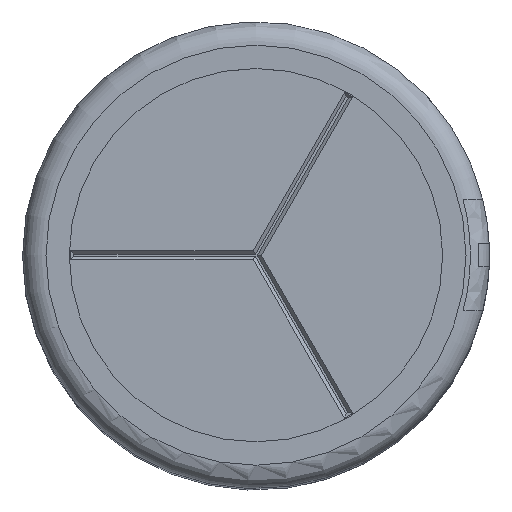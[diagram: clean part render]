
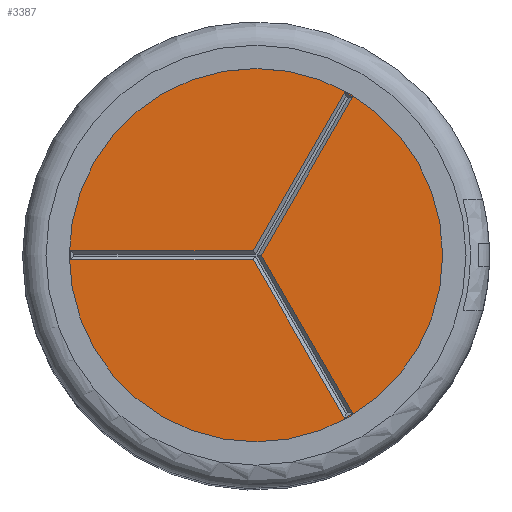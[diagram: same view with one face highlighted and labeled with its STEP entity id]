
A CAD part, top view. The second image highlights one B-rep face of the part: STEP entity #3387.
In plain terms, the highlighted planar face has unit normal (0, 0, 1).
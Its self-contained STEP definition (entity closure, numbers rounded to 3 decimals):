
#3285=CARTESIAN_POINT('',(8.0,0.0,40.3));
#3286=VERTEX_POINT('',#3285);
#3287=CARTESIAN_POINT('',(0.0,0.0,40.3));
#3288=DIRECTION('',(0.0,0.0,1.0));
#3289=DIRECTION('',(1.0,0.0,-0.0));
#3290=AXIS2_PLACEMENT_3D('',#3287,#3288,#3289);
#3291=CIRCLE('',#3290,8.0);
#3292=EDGE_CURVE('n� 3585',#3286,#3286,#3291,.T.);
#3305=CARTESIAN_POINT('',(3.803,6.986,40.3));
#3306=VERTEX_POINT('',#3305);
#3307=CARTESIAN_POINT('',(-0.115,0.2,40.3));
#3308=VERTEX_POINT('',#3307);
#3309=CARTESIAN_POINT('',(3.803,6.986,40.3));
#3310=DIRECTION('',(-0.5,-0.866,0.0));
#3311=VECTOR('',#3310,1.0);
#3312=LINE('',#3309,#3311);
#3313=EDGE_CURVE('n� 4537',#3306,#3308,#3312,.T.);
#3314=ORIENTED_EDGE('',*,*,#3313,.F.);
#3315=CARTESIAN_POINT('',(4.149,6.786,40.3));
#3316=VERTEX_POINT('',#3315);
#3317=CARTESIAN_POINT('',(4.149,6.786,40.3));
#3318=DIRECTION('',(-0.866,0.5,0.0));
#3319=VECTOR('',#3318,1.0);
#3320=LINE('',#3317,#3319);
#3321=EDGE_CURVE('n� 4535',#3316,#3306,#3320,.T.);
#3322=ORIENTED_EDGE('',*,*,#3321,.F.);
#3323=CARTESIAN_POINT('',(0.231,-0.0,40.3));
#3324=VERTEX_POINT('',#3323);
#3325=CARTESIAN_POINT('',(4.149,6.786,40.3));
#3326=DIRECTION('',(0.5,0.866,0.0));
#3327=VECTOR('',#3326,1.0);
#3328=LINE('',#3325,#3327);
#3329=EDGE_CURVE('n� 4533',#3324,#3316,#3328,.T.);
#3330=ORIENTED_EDGE('',*,*,#3329,.F.);
#3331=CARTESIAN_POINT('',(4.149,-6.786,40.3));
#3332=VERTEX_POINT('',#3331);
#3333=CARTESIAN_POINT('',(4.149,-6.786,40.3));
#3334=DIRECTION('',(-0.5,0.866,0.0));
#3335=VECTOR('',#3334,1.0);
#3336=LINE('',#3333,#3335);
#3337=EDGE_CURVE('n� 4531',#3332,#3324,#3336,.T.);
#3338=ORIENTED_EDGE('',*,*,#3337,.F.);
#3339=CARTESIAN_POINT('',(3.803,-6.986,40.3));
#3340=VERTEX_POINT('',#3339);
#3341=CARTESIAN_POINT('',(3.803,-6.986,40.3));
#3342=DIRECTION('',(0.866,0.5,0.0));
#3343=VECTOR('',#3342,1.0);
#3344=LINE('',#3341,#3343);
#3345=EDGE_CURVE('n� 4529',#3340,#3332,#3344,.T.);
#3346=ORIENTED_EDGE('',*,*,#3345,.F.);
#3347=CARTESIAN_POINT('',(-0.115,-0.2,40.3));
#3348=VERTEX_POINT('',#3347);
#3349=CARTESIAN_POINT('',(3.803,-6.986,40.3));
#3350=DIRECTION('',(0.5,-0.866,0.0));
#3351=VECTOR('',#3350,1.0);
#3352=LINE('',#3349,#3351);
#3353=EDGE_CURVE('n� 4527',#3348,#3340,#3352,.T.);
#3354=ORIENTED_EDGE('',*,*,#3353,.F.);
#3355=CARTESIAN_POINT('',(-7.952,-0.2,40.3));
#3356=VERTEX_POINT('',#3355);
#3357=CARTESIAN_POINT('',(-7.952,-0.2,40.3));
#3358=DIRECTION('',(1.0,-0.0,0.0));
#3359=VECTOR('',#3358,1.0);
#3360=LINE('',#3357,#3359);
#3361=EDGE_CURVE('n� 4359',#3356,#3348,#3360,.T.);
#3362=ORIENTED_EDGE('',*,*,#3361,.F.);
#3363=CARTESIAN_POINT('',(-7.952,0.2,40.3));
#3364=VERTEX_POINT('',#3363);
#3365=CARTESIAN_POINT('',(-7.952,0.2,40.3));
#3366=DIRECTION('',(0.0,-1.0,0.0));
#3367=VECTOR('',#3366,1.0);
#3368=LINE('',#3365,#3367);
#3369=EDGE_CURVE('n� 4356',#3364,#3356,#3368,.T.);
#3370=ORIENTED_EDGE('',*,*,#3369,.F.);
#3371=CARTESIAN_POINT('',(-7.952,0.2,40.3));
#3372=DIRECTION('',(-1.0,-0.0,0.0));
#3373=VECTOR('',#3372,1.0);
#3374=LINE('',#3371,#3373);
#3375=EDGE_CURVE('n� 4494',#3308,#3364,#3374,.T.);
#3376=ORIENTED_EDGE('',*,*,#3375,.F.);
#3377=EDGE_LOOP('',(#3314,#3322,#3330,#3338,#3346,#3354,#3362,#3370,#3376));
#3378=FACE_OUTER_BOUND('',#3377,.T.);
#3379=ORIENTED_EDGE('',*,*,#3292,.T.);
#3380=EDGE_LOOP('',(#3379));
#3381=FACE_BOUND('',#3380,.T.);
#3382=CARTESIAN_POINT('',(0.0,0.0,40.3));
#3383=DIRECTION('',(0.0,0.0,1.0));
#3384=DIRECTION('',(1.0,0.0,-0.0));
#3385=AXIS2_PLACEMENT_3D('',#3382,#3383,#3384);
#3386=PLANE('',#3385);
#3387=ADVANCED_FACE('n� 3614',(#3378,#3381),#3386,.T.);
